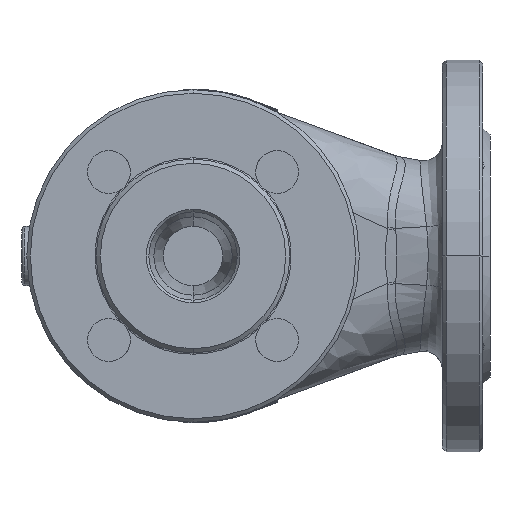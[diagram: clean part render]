
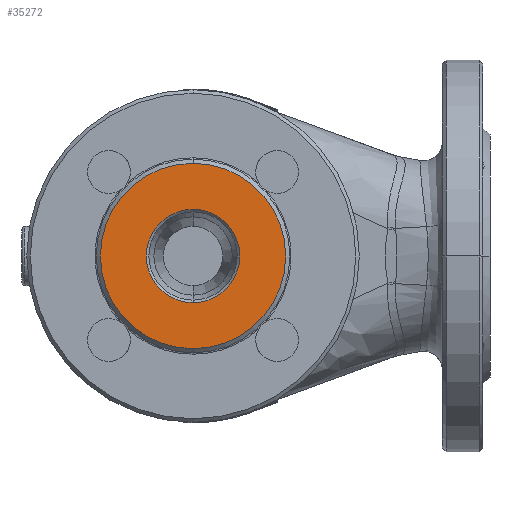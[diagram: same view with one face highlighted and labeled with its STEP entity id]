
A CAD part, front view. The second image highlights one B-rep face of the part: STEP entity #35272.
In plain terms, the highlighted planar face has unit normal (0, -1, 0).
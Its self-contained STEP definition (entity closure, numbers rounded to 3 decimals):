
#13849 = CARTESIAN_POINT ( 'NONE',  ( 0., -89.5, 39. ) ) ;
#13854 = CARTESIAN_POINT ( 'NONE',  ( 0., -89.5, -39. ) ) ;
#14073 = CARTESIAN_POINT ( 'NONE',  ( 0., -89.5, 19.65 ) ) ;
#14077 = CARTESIAN_POINT ( 'NONE',  ( 0., -89.5, -19.65 ) ) ;
#21939 = CARTESIAN_POINT ( 'NONE',  ( 0., -89.5, 0. ) ) ;
#21941 = DIRECTION ( 'NONE',  ( 0., 1., 0. ) ) ;
#21943 = DIRECTION ( 'NONE',  ( 0., 0., -1. ) ) ;
#30681 = CIRCLE ( 'NONE', #63777, 19.65 ) ;
#35272 = ADVANCED_FACE ( 'NONE', ( #67275, #67286 ), #103180, .F. ) ;
#40991 = CIRCLE ( 'NONE', #64773, 39. ) ;
#41686 = CIRCLE ( 'NONE', #65162, 39. ) ;
#52298 = CARTESIAN_POINT ( 'NONE',  ( 0., -89.5, 0. ) ) ;
#52300 = DIRECTION ( 'NONE',  ( 0., 1., 0. ) ) ;
#52302 = DIRECTION ( 'NONE',  ( 0., 0., -1. ) ) ;
#58467 = CIRCLE ( 'NONE', #64506, 19.65 ) ;
#59878 = VERTEX_POINT ( 'NONE', #13849 ) ;
#59880 = VERTEX_POINT ( 'NONE', #13854 ) ;
#59957 = VERTEX_POINT ( 'NONE', #14073 ) ;
#59958 = VERTEX_POINT ( 'NONE', #14077 ) ;
#63777 = AXIS2_PLACEMENT_3D ( 'NONE', #94369, #94371, #94372 ) ;
#64506 = AXIS2_PLACEMENT_3D ( 'NONE', #81921, #81924, #81926 ) ;
#64773 = AXIS2_PLACEMENT_3D ( 'NONE', #52298, #52300, #52302 ) ;
#65162 = AXIS2_PLACEMENT_3D ( 'NONE', #21939, #21941, #21943 ) ;
#67275 = FACE_BOUND ( 'NONE', #89617, .T. ) ;
#67286 = FACE_OUTER_BOUND ( 'NONE', #89259, .T. ) ;
#81921 = CARTESIAN_POINT ( 'NONE',  ( 0., -89.5, 0. ) ) ;
#81924 = DIRECTION ( 'NONE',  ( 0., 1., 0. ) ) ;
#81926 = DIRECTION ( 'NONE',  ( 0., 0., -1. ) ) ;
#84400 = AXIS2_PLACEMENT_3D ( 'NONE', #103194, #103197, #103200 ) ;
#89259 = EDGE_LOOP ( 'NONE', ( #121148, #121164 ) ) ;
#89617 = EDGE_LOOP ( 'NONE', ( #121144, #121142 ) ) ;
#94369 = CARTESIAN_POINT ( 'NONE',  ( 0., -89.5, 0. ) ) ;
#94371 = DIRECTION ( 'NONE',  ( 0., 1., 0. ) ) ;
#94372 = DIRECTION ( 'NONE',  ( 0., 0., -1. ) ) ;
#97742 = EDGE_CURVE ( 'NONE', #59958, #59957, #30681, .T. ) ;
#103180 = PLANE ( 'NONE',  #84400 ) ;
#103194 = CARTESIAN_POINT ( 'NONE',  ( 0., -89.5, 0. ) ) ;
#103197 = DIRECTION ( 'NONE',  ( 0., 1., 0. ) ) ;
#103200 = DIRECTION ( 'NONE',  ( 0., 0., -1. ) ) ;
#110267 = EDGE_CURVE ( 'NONE', #59957, #59958, #58467, .T. ) ;
#110684 = EDGE_CURVE ( 'NONE', #59878, #59880, #40991, .T. ) ;
#111122 = EDGE_CURVE ( 'NONE', #59880, #59878, #41686, .T. ) ;
#121142 = ORIENTED_EDGE ( 'NONE', *, *, #97742, .T. ) ;
#121144 = ORIENTED_EDGE ( 'NONE', *, *, #110267, .T. ) ;
#121148 = ORIENTED_EDGE ( 'NONE', *, *, #111122, .F. ) ;
#121164 = ORIENTED_EDGE ( 'NONE', *, *, #110684, .F. ) ;
